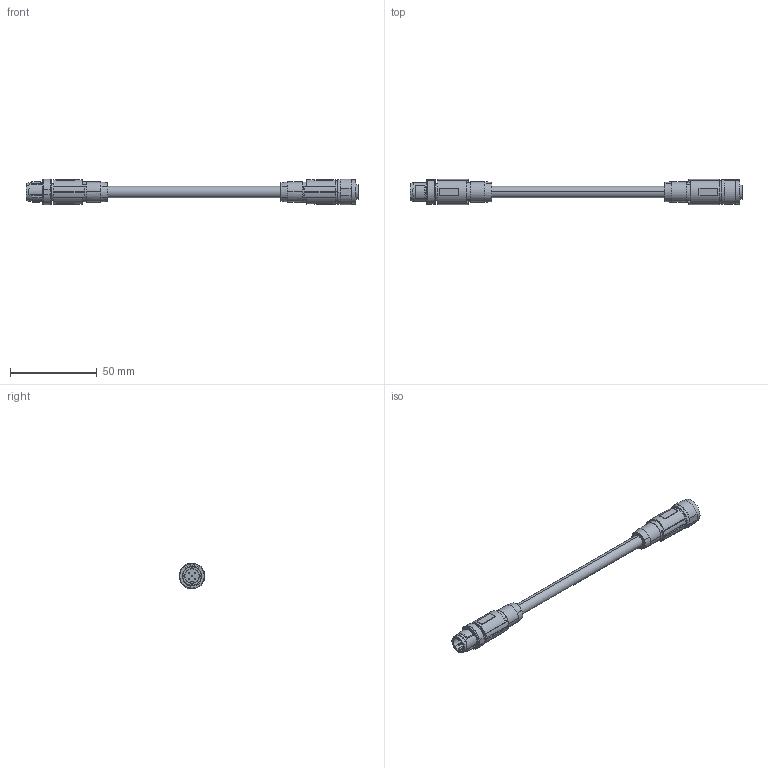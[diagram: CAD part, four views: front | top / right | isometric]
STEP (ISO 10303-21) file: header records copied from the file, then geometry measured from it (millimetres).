
FILE_DESCRIPTION(('SolidDesigner STEP Export'),'2;1');
FILE_NAME('1405988_SAC_5P_MS_1.5_924_FS_SCO-select.stp','2013-08-12T12:24:52',(''),(''),'Creo Elements/Direct Modeling STEP processor for AP214 (Solid Model)','Creo Elements/Direct Modeling 18.1B 29-Sep-2012 (C) Parametric Technology GmbH','');
FILE_SCHEMA(('AUTOMOTIVE_DESIGN { 1 0 10303 214 1 1 1 1 }'));
Length unit declared in the file: millimetre
Products named in the file (1): 1405988_SAC_5P_MS_1.5_924_FS_SCO-select
Bounding box: 191.8 x 15 x 14.99 mm (x, y, z)
Volume: 15009.1 mm3; surface area: 7670.9 mm2
Topology: 1 solids, 1 shells, 239 faces, 602 edges, 394 vertices
Faces by surface type: plane 115, cylinder 92, cone 26, bspline 6
Entity records: 12902 total; most frequent: CARTESIAN_POINT 5503, ORIENTED_EDGE 1204, DIRECTION 999, EDGE_CURVE 602, VERTEX_POINT 394, AXIS2_PLACEMENT_3D 367, EDGE_LOOP 268, VECTOR 265
